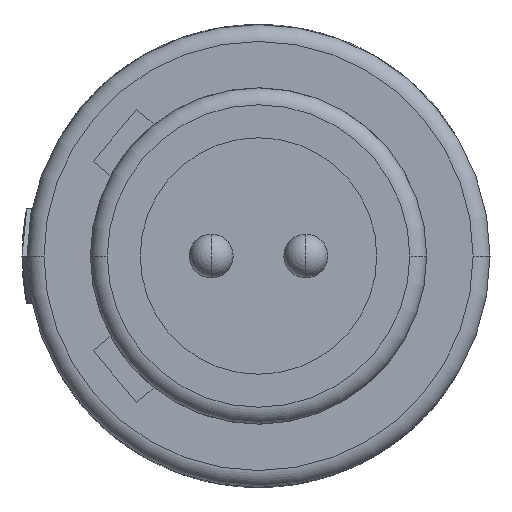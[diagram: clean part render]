
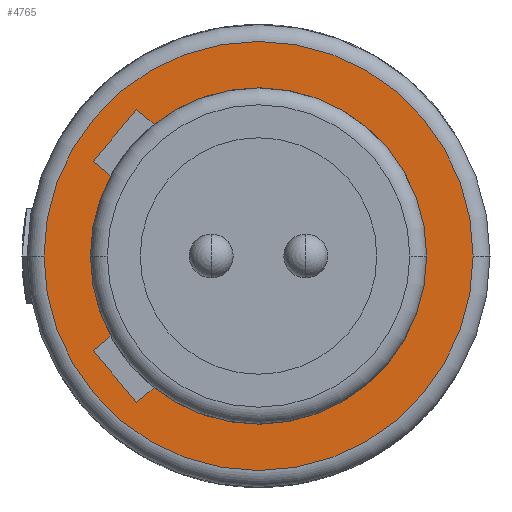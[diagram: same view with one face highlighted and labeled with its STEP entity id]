
A CAD part, left-side view. The second image highlights one B-rep face of the part: STEP entity #4765.
In plain terms, the highlighted planar face has unit normal (-1, 0, 0).
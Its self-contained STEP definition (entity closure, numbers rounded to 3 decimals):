
#1659=CARTESIAN_POINT('',(-6.7,0.,0.));
#1660=DIRECTION('',(-1.,0.,0.));
#1661=DIRECTION('',(0.,-1.,0.));
#1662=AXIS2_PLACEMENT_3D('',#1659,#1660,#1661);
#1664=CARTESIAN_POINT('',(-6.7,0.,0.));
#1665=DIRECTION('',(-1.,0.,0.));
#1666=DIRECTION('',(0.,1.,0.));
#1667=AXIS2_PLACEMENT_3D('',#1664,#1665,#1666);
#1669=DIRECTION('',(0.,0.766,-0.643));
#1670=VECTOR('',#1669,0.677);
#1671=CARTESIAN_POINT('',(-6.7,3.091,-3.899));
#1672=LINE('',#1671,#1670);
#1673=DIRECTION('',(0.,0.766,0.643));
#1674=VECTOR('',#1673,0.677);
#1675=CARTESIAN_POINT('',(-6.7,3.091,3.899));
#1676=LINE('',#1675,#1674);
#1677=DIRECTION('',(0.,-0.643,0.766));
#1678=VECTOR('',#1677,2.);
#1679=CARTESIAN_POINT('',(-6.7,4.894,2.801));
#1680=LINE('',#1679,#1678);
#1681=DIRECTION('',(0.,0.766,0.643));
#1682=VECTOR('',#1681,0.677);
#1683=CARTESIAN_POINT('',(-6.7,4.376,2.367));
#1684=LINE('',#1683,#1682);
#1685=DIRECTION('',(0.,0.766,-0.643));
#1686=VECTOR('',#1685,0.677);
#1687=CARTESIAN_POINT('',(-6.7,4.376,-2.367));
#1688=LINE('',#1687,#1686);
#1689=DIRECTION('',(0.,0.643,0.766));
#1690=VECTOR('',#1689,2.);
#1691=CARTESIAN_POINT('',(-6.7,3.609,-4.334));
#1692=LINE('',#1691,#1690);
#1727=CARTESIAN_POINT('',(-6.7,0.,0.));
#1728=DIRECTION('',(-1.,0.,0.));
#1729=DIRECTION('',(0.,1.,0.));
#1730=AXIS2_PLACEMENT_3D('',#1727,#1728,#1729);
#1745=CARTESIAN_POINT('',(-6.7,0.,0.));
#1746=DIRECTION('',(-1.,0.,0.));
#1747=DIRECTION('',(0.,0.621,-0.784));
#1748=AXIS2_PLACEMENT_3D('',#1745,#1746,#1747);
#1758=CARTESIAN_POINT('',(-6.7,0.,0.));
#1759=DIRECTION('',(1.,0.,0.));
#1760=DIRECTION('',(0.,0.621,0.784));
#1761=AXIS2_PLACEMENT_3D('',#1758,#1759,#1760);
#1768=CARTESIAN_POINT('',(-6.7,0.,0.));
#1769=DIRECTION('',(1.,0.,0.));
#1770=DIRECTION('',(0.,1.,0.));
#1771=AXIS2_PLACEMENT_3D('',#1768,#1769,#1770);
#2248=CARTESIAN_POINT('',(-6.7,-6.35,0.));
#2249=CARTESIAN_POINT('',(-6.7,6.35,0.));
#2250=VERTEX_POINT('',#2248);
#2251=VERTEX_POINT('',#2249);
#2264=CARTESIAN_POINT('',(-6.7,4.975,0.));
#2265=VERTEX_POINT('',#2264);
#2266=CARTESIAN_POINT('',(-6.7,-4.975,0.));
#2267=VERTEX_POINT('',#2266);
#2548=CARTESIAN_POINT('',(-6.7,3.609,4.334));
#2549=VERTEX_POINT('',#2548);
#2552=CARTESIAN_POINT('',(-6.7,4.894,2.801));
#2553=VERTEX_POINT('',#2552);
#2560=CARTESIAN_POINT('',(-6.7,3.609,-4.334));
#2561=VERTEX_POINT('',#2560);
#2564=CARTESIAN_POINT('',(-6.7,4.894,-2.801));
#2565=VERTEX_POINT('',#2564);
#2568=CARTESIAN_POINT('',(-6.7,4.376,2.367));
#2569=VERTEX_POINT('',#2568);
#2570=CARTESIAN_POINT('',(-6.7,3.091,3.899));
#2571=VERTEX_POINT('',#2570);
#2572=CARTESIAN_POINT('',(-6.7,3.091,-3.899));
#2573=VERTEX_POINT('',#2572);
#2574=CARTESIAN_POINT('',(-6.7,4.376,-2.367));
#2575=VERTEX_POINT('',#2574);
#4733=CARTESIAN_POINT('',(-6.7,0.,0.));
#4734=DIRECTION('',(1.,0.,0.));
#4735=DIRECTION('',(0.,-1.,0.));
#4736=AXIS2_PLACEMENT_3D('',#4733,#4734,#4735);
#4737=PLANE('',#4736);
#4739=ORIENTED_EDGE('',*,*,#4738,.F.);
#4740=ORIENTED_EDGE('',*,*,#4716,.F.);
#4741=EDGE_LOOP('',(#4739,#4740));
#4742=FACE_OUTER_BOUND('',#4741,.F.);
#4744=ORIENTED_EDGE('',*,*,#4743,.F.);
#4746=ORIENTED_EDGE('',*,*,#4745,.T.);
#4748=ORIENTED_EDGE('',*,*,#4747,.F.);
#4750=ORIENTED_EDGE('',*,*,#4749,.T.);
#4752=ORIENTED_EDGE('',*,*,#4751,.F.);
#4754=ORIENTED_EDGE('',*,*,#4753,.F.);
#4756=ORIENTED_EDGE('',*,*,#4755,.F.);
#4758=ORIENTED_EDGE('',*,*,#4757,.T.);
#4760=ORIENTED_EDGE('',*,*,#4759,.T.);
#4762=ORIENTED_EDGE('',*,*,#4761,.F.);
#4763=EDGE_LOOP('',(#4744,#4746,#4748,#4750,#4752,#4754,#4756,#4758,#4760,
#4762));
#4764=FACE_BOUND('',#4763,.F.);
#1663=CIRCLE('',#1662,6.35);
#1668=CIRCLE('',#1667,6.35);
#1731=CIRCLE('',#1730,4.975);
#1749=CIRCLE('',#1748,4.975);
#1762=CIRCLE('',#1761,4.975);
#1772=CIRCLE('',#1771,4.975);
#4716=EDGE_CURVE('',#2251,#2250,#1668,.T.);
#4738=EDGE_CURVE('',#2250,#2251,#1663,.T.);
#4743=EDGE_CURVE('',#2573,#2561,#1672,.T.);
#4745=EDGE_CURVE('',#2573,#2267,#1749,.T.);
#4747=EDGE_CURVE('',#2571,#2267,#1762,.T.);
#4749=EDGE_CURVE('',#2571,#2549,#1676,.T.);
#4751=EDGE_CURVE('',#2553,#2549,#1680,.T.);
#4753=EDGE_CURVE('',#2569,#2553,#1684,.T.);
#4755=EDGE_CURVE('',#2265,#2569,#1772,.T.);
#4757=EDGE_CURVE('',#2265,#2575,#1731,.T.);
#4759=EDGE_CURVE('',#2575,#2565,#1688,.T.);
#4761=EDGE_CURVE('',#2561,#2565,#1692,.T.);
#4765=ADVANCED_FACE('',(#4742,#4764),#4737,.F.);
